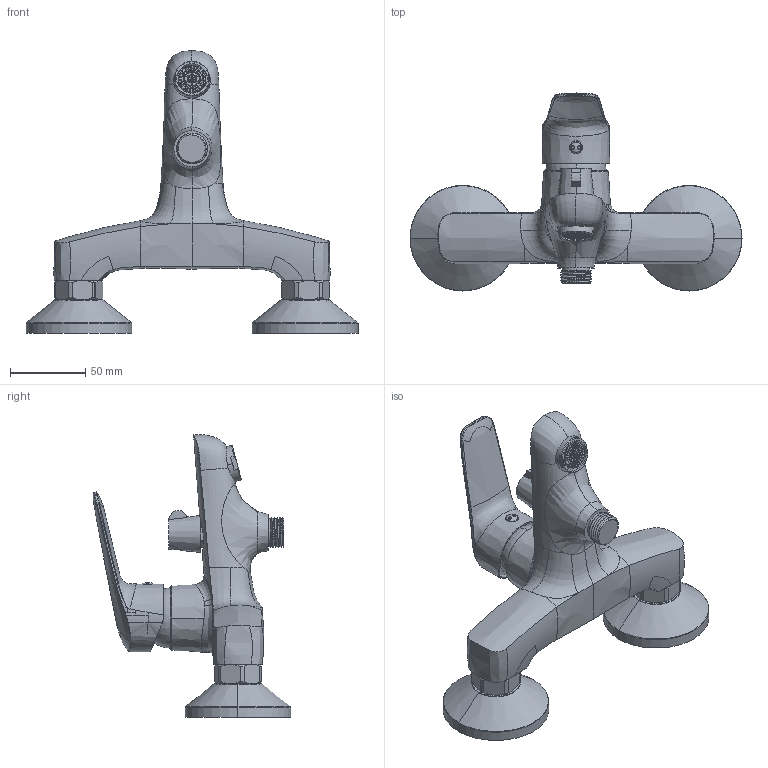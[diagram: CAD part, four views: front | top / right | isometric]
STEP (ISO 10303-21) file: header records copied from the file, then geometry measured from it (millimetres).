
FILE_DESCRIPTION (( 'STEP AP214' ), '1' );
FILE_NAME ('BMO_X10M - S.STEP', '2022-01-20T13:02:49', ( '' ), ( '' ), 'SwSTEP 2.0', 'SolidWorks 2018', '' );
FILE_SCHEMA (( 'AUTOMOTIVE_DESIGN' ));
Length unit declared in the file: millimetre
Products named in the file (1): BMO_X10M - S
Bounding box: 220 x 130.96 x 187.34 mm (x, y, z)
Volume: 411015.9 mm3; surface area: 117833.5 mm2
Topology: 12 solids, 21 shells, 1099 faces, 2845 edges, 1814 vertices
Faces by surface type: bspline 439, cylinder 291, plane 282, cone 52, sphere 25, torus 10
Entity records: 285039 total; most frequent: CARTESIAN_POINT 250731, ORIENTED_EDGE 5686, DIRECTION 3106, EDGE_CURVE 2843, VERTEX_POINT 1814, B_SPLINE_CURVE_WITH_KNOTS 1426, EDGE_LOOP 1189, AXIS2_PLACEMENT_3D 1160
